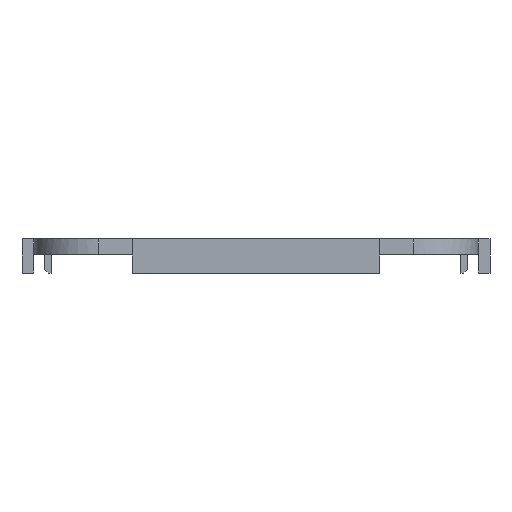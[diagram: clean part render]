
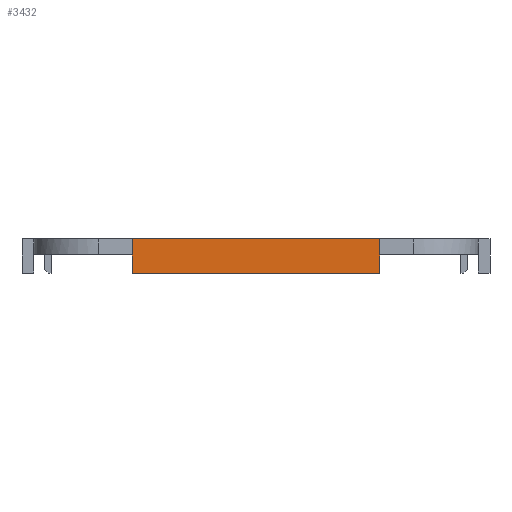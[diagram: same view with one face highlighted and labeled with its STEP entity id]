
A CAD part, front view. The second image highlights one B-rep face of the part: STEP entity #3432.
In plain terms, the highlighted free-form (B-spline) face has degree [1, 1] with [2, 2] control points.
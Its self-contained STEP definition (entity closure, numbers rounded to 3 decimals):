
#3261=CARTESIAN_POINT('',(-36.2,-68.5,-7.));
#3262=VERTEX_POINT('',#3261);
#3268=CARTESIAN_POINT('',(-36.2,-68.5,3.));
#3269=VERTEX_POINT('',#3268);
#3270=CARTESIAN_POINT('',(-36.2,-68.5,-7.));
#3271=CARTESIAN_POINT('',(-36.2,-68.5,3.));
#3272=B_SPLINE_CURVE_WITH_KNOTS('',1,(#3270,#3271),.POLYLINE_FORM.,.F.,.U.,(2,2),(0.,1.),.UNSPECIFIED.);
#3273=EDGE_CURVE('',#3262,#3269,#3272,.T.);
#3340=CARTESIAN_POINT('',(36.2,-68.5,-7.));
#3341=VERTEX_POINT('',#3340);
#3347=CARTESIAN_POINT('',(36.2,-68.5,-7.));
#3348=CARTESIAN_POINT('',(-36.2,-68.5,-7.));
#3349=B_SPLINE_CURVE_WITH_KNOTS('',1,(#3347,#3348),.POLYLINE_FORM.,.F.,.U.,(2,2),(0.,1.),.UNSPECIFIED.);
#3350=EDGE_CURVE('',#3341,#3262,#3349,.T.);
#3363=CARTESIAN_POINT('',(36.2,-68.5,3.));
#3364=VERTEX_POINT('',#3363);
#3370=CARTESIAN_POINT('',(36.2,-68.5,3.));
#3371=CARTESIAN_POINT('',(36.2,-68.5,-7.));
#3372=B_SPLINE_CURVE_WITH_KNOTS('',1,(#3370,#3371),.POLYLINE_FORM.,.F.,.U.,(2,2),(0.,1.),.UNSPECIFIED.);
#3373=EDGE_CURVE('',#3364,#3341,#3372,.T.);
#3417=CARTESIAN_POINT('',(-145.831,-68.5,-106.631));
#3418=CARTESIAN_POINT('',(-145.831,-68.5,112.631));
#3419=CARTESIAN_POINT('',(73.431,-68.5,-106.631));
#3420=CARTESIAN_POINT('',(73.431,-68.5,112.631));
#3421=B_SPLINE_SURFACE_WITH_KNOTS('',1,1,((#3417,#3418),(#3419,#3420)),.PLANE_SURF.,.F.,.F.,.U.,(2,2),(2,2),(0.,1.),(0.,1.),.UNSPECIFIED.);
#3422=ORIENTED_EDGE('',*,*,#3273,.F.);
#3423=ORIENTED_EDGE('',*,*,#3350,.F.);
#3424=ORIENTED_EDGE('',*,*,#3373,.F.);
#3425=CARTESIAN_POINT('',(36.2,-68.5,3.));
#3426=CARTESIAN_POINT('',(-36.2,-68.5,3.));
#3427=B_SPLINE_CURVE_WITH_KNOTS('',1,(#3425,#3426),.POLYLINE_FORM.,.F.,.U.,(2,2),(0.,1.),.UNSPECIFIED.);
#3428=EDGE_CURVE('',#3364,#3269,#3427,.T.);
#3429=ORIENTED_EDGE('',*,*,#3428,.T.);
#3430=EDGE_LOOP('',(#3422,#3423,#3424,#3429));
#3431=FACE_OUTER_BOUND('',#3430,.T.);
#3432=ADVANCED_FACE('',(#3431),#3421,.T.);
